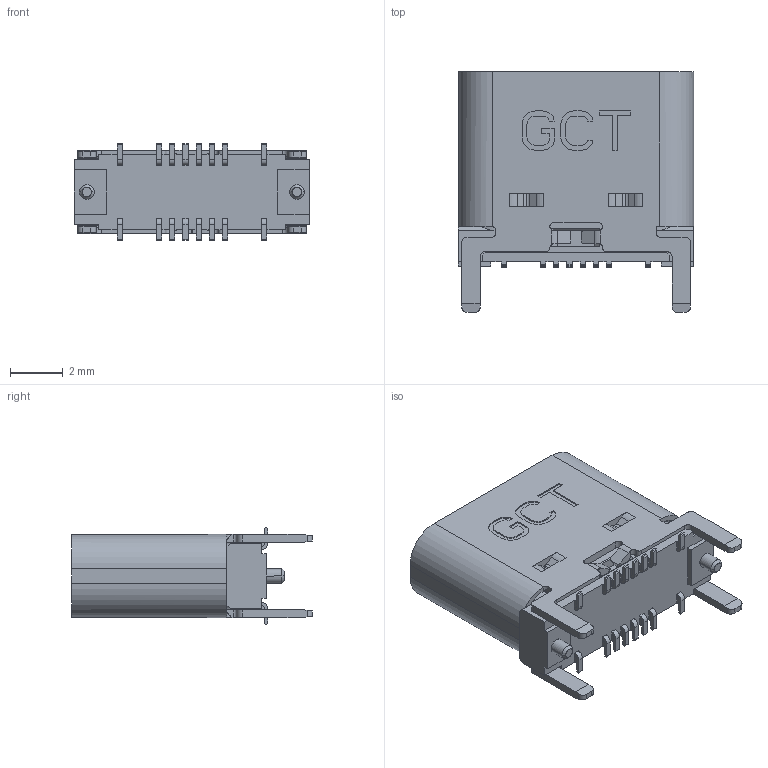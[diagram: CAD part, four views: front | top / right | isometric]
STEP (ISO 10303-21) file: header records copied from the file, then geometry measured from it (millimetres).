
FILE_DESCRIPTION (( 'STEP AP214' ), '1' );
FILE_NAME ('USB4145-16-XX-0170-C_rev0.5.STEP', '2022-03-03T09:23:14', ( '' ), ( '' ), 'SwSTEP 2.0', 'SolidWorks 2021', '' );
FILE_SCHEMA (( 'AUTOMOTIVE_DESIGN' ));
Length unit declared in the file: millimetre
Products named in the file (3): housing; USB4145-16-XX-0170-C_rev0.5; Shell_1_1.7mm
Assembly tree (2 placements, depth 2):
  USB4145-16-XX-0170-C_rev0.5
    Shell_1_1.7mm
    housing
Bounding box: 8.95 x 9.16 x 3.69 mm (x, y, z)
Volume: 119.1 mm3; surface area: 510.3 mm2
Topology: 2 solids, 12 shells, 1147 faces, 3259 edges, 2156 vertices
Faces by surface type: plane 912, cylinder 207, cone 24, bspline 4
Entity records: 40790 total; most frequent: CARTESIAN_POINT 7695, ORIENTED_EDGE 6518, DIRECTION 5654, EDGE_CURVE 3259, LINE 2708, VECTOR 2708, VERTEX_POINT 2156, AXIS2_PLACEMENT_3D 1473
